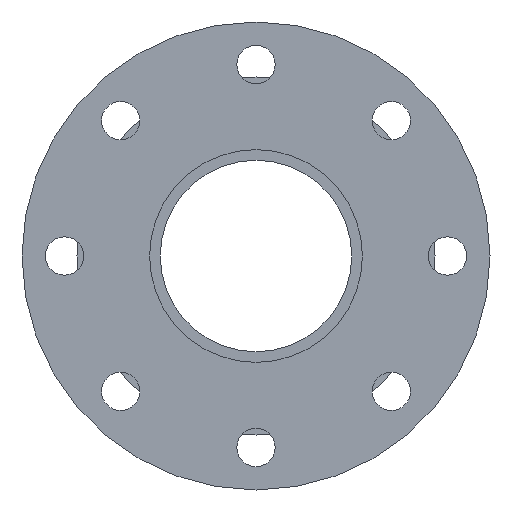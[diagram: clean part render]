
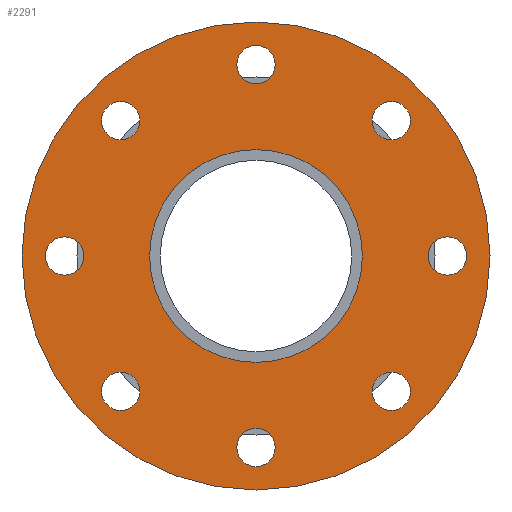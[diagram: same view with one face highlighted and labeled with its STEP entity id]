
A CAD part, left-side view. The second image highlights one B-rep face of the part: STEP entity #2291.
In plain terms, the highlighted planar face has unit normal (-1, 0, 0).
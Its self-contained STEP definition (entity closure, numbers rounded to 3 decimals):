
#391=PLANE('',#2519);
#425=FACE_BOUND('',#747,.T.);
#426=FACE_BOUND('',#748,.T.);
#427=FACE_BOUND('',#749,.T.);
#428=FACE_BOUND('',#750,.T.);
#429=FACE_BOUND('',#751,.T.);
#430=FACE_BOUND('',#752,.T.);
#431=FACE_BOUND('',#753,.T.);
#432=FACE_BOUND('',#754,.T.);
#433=FACE_BOUND('',#755,.T.);
#600=FACE_OUTER_BOUND('',#746,.T.);
#746=EDGE_LOOP('',(#2006));
#747=EDGE_LOOP('',(#2007));
#748=EDGE_LOOP('',(#2008));
#749=EDGE_LOOP('',(#2009));
#750=EDGE_LOOP('',(#2010));
#751=EDGE_LOOP('',(#2011));
#752=EDGE_LOOP('',(#2012));
#753=EDGE_LOOP('',(#2013));
#754=EDGE_LOOP('',(#2014));
#755=EDGE_LOOP('',(#2015));
#784=CIRCLE('',#2310,9.);
#786=CIRCLE('',#2313,9.);
#788=CIRCLE('',#2316,9.);
#790=CIRCLE('',#2319,9.);
#792=CIRCLE('',#2322,9.);
#794=CIRCLE('',#2325,9.);
#796=CIRCLE('',#2328,9.);
#798=CIRCLE('',#2331,9.);
#884=CIRCLE('',#2518,50.);
#885=CIRCLE('',#2520,110.);
#916=VERTEX_POINT('',#3188);
#918=VERTEX_POINT('',#3193);
#920=VERTEX_POINT('',#3198);
#922=VERTEX_POINT('',#3203);
#924=VERTEX_POINT('',#3208);
#926=VERTEX_POINT('',#3213);
#928=VERTEX_POINT('',#3218);
#930=VERTEX_POINT('',#3223);
#1118=VERTEX_POINT('',#3958);
#1119=VERTEX_POINT('',#3961);
#1135=EDGE_CURVE('',#916,#916,#784,.T.);
#1137=EDGE_CURVE('',#918,#918,#786,.T.);
#1139=EDGE_CURVE('',#920,#920,#788,.T.);
#1141=EDGE_CURVE('',#922,#922,#790,.T.);
#1143=EDGE_CURVE('',#924,#924,#792,.T.);
#1145=EDGE_CURVE('',#926,#926,#794,.T.);
#1147=EDGE_CURVE('',#928,#928,#796,.T.);
#1149=EDGE_CURVE('',#930,#930,#798,.T.);
#1423=EDGE_CURVE('',#1118,#1118,#884,.T.);
#1424=EDGE_CURVE('',#1119,#1119,#885,.T.);
#2006=ORIENTED_EDGE('',*,*,#1424,.F.);
#2007=ORIENTED_EDGE('',*,*,#1135,.T.);
#2008=ORIENTED_EDGE('',*,*,#1137,.T.);
#2009=ORIENTED_EDGE('',*,*,#1139,.T.);
#2010=ORIENTED_EDGE('',*,*,#1141,.T.);
#2011=ORIENTED_EDGE('',*,*,#1143,.T.);
#2012=ORIENTED_EDGE('',*,*,#1145,.T.);
#2013=ORIENTED_EDGE('',*,*,#1147,.T.);
#2014=ORIENTED_EDGE('',*,*,#1149,.T.);
#2015=ORIENTED_EDGE('',*,*,#1423,.T.);
#2291=ADVANCED_FACE('',(#600,#425,#426,#427,#428,#429,#430,#431,#432,#433),
#391,.T.);
#2310=AXIS2_PLACEMENT_3D('',#3189,#2552,#2553);
#2313=AXIS2_PLACEMENT_3D('',#3194,#2558,#2559);
#2316=AXIS2_PLACEMENT_3D('',#3199,#2564,#2565);
#2319=AXIS2_PLACEMENT_3D('',#3204,#2570,#2571);
#2322=AXIS2_PLACEMENT_3D('',#3209,#2576,#2577);
#2325=AXIS2_PLACEMENT_3D('',#3214,#2582,#2583);
#2328=AXIS2_PLACEMENT_3D('',#3219,#2588,#2589);
#2331=AXIS2_PLACEMENT_3D('',#3224,#2594,#2595);
#2518=AXIS2_PLACEMENT_3D('',#3959,#3112,#3113);
#2519=AXIS2_PLACEMENT_3D('',#3960,#3114,#3115);
#2520=AXIS2_PLACEMENT_3D('',#3962,#3116,#3117);
#2552=DIRECTION('center_axis',(1.,0.,0.));
#2553=DIRECTION('ref_axis',(0.,-0.707,-0.707));
#2558=DIRECTION('center_axis',(1.,0.,0.));
#2559=DIRECTION('ref_axis',(0.,-1.,0.));
#2564=DIRECTION('center_axis',(1.,0.,0.));
#2565=DIRECTION('ref_axis',(0.,-0.707,0.707));
#2570=DIRECTION('center_axis',(1.,0.,0.));
#2571=DIRECTION('ref_axis',(0.,0.,1.));
#2576=DIRECTION('center_axis',(1.,0.,0.));
#2577=DIRECTION('ref_axis',(0.,0.707,0.707));
#2582=DIRECTION('center_axis',(1.,0.,0.));
#2583=DIRECTION('ref_axis',(0.,1.,0.));
#2588=DIRECTION('center_axis',(1.,0.,0.));
#2589=DIRECTION('ref_axis',(0.,0.707,-0.707));
#2594=DIRECTION('center_axis',(1.,0.,0.));
#2595=DIRECTION('ref_axis',(0.,0.,-1.));
#3112=DIRECTION('center_axis',(1.,0.,0.));
#3113=DIRECTION('ref_axis',(0.,0.,-1.));
#3114=DIRECTION('center_axis',(-1.,0.,0.));
#3115=DIRECTION('ref_axis',(0.,0.,1.));
#3116=DIRECTION('center_axis',(1.,0.,0.));
#3117=DIRECTION('ref_axis',(0.,0.,-1.));
#3188=CARTESIAN_POINT('',(0.,70.004,-57.276));
#3189=CARTESIAN_POINT('Origin',(0.,63.64,-63.64));
#3193=CARTESIAN_POINT('',(0.,9.,-90.));
#3194=CARTESIAN_POINT('Origin',(0.,0.,-90.));
#3198=CARTESIAN_POINT('',(0.,-57.276,-70.004));
#3199=CARTESIAN_POINT('Origin',(0.,-63.64,-63.64));
#3203=CARTESIAN_POINT('',(0.,-90.,-9.));
#3204=CARTESIAN_POINT('Origin',(0.,-90.,0.));
#3208=CARTESIAN_POINT('',(0.,-70.004,57.276));
#3209=CARTESIAN_POINT('Origin',(0.,-63.64,63.64));
#3213=CARTESIAN_POINT('',(0.,-9.,90.));
#3214=CARTESIAN_POINT('Origin',(0.,0.,90.));
#3218=CARTESIAN_POINT('',(0.,57.276,70.004));
#3219=CARTESIAN_POINT('Origin',(0.,63.64,63.64));
#3223=CARTESIAN_POINT('',(0.,90.,9.));
#3224=CARTESIAN_POINT('Origin',(0.,90.,0.));
#3958=CARTESIAN_POINT('',(0.,50.,0.));
#3959=CARTESIAN_POINT('Origin',(0.,0.,0.));
#3960=CARTESIAN_POINT('Origin',(0.,110.,0.));
#3961=CARTESIAN_POINT('',(0.,110.,0.));
#3962=CARTESIAN_POINT('Origin',(0.,0.,0.));
